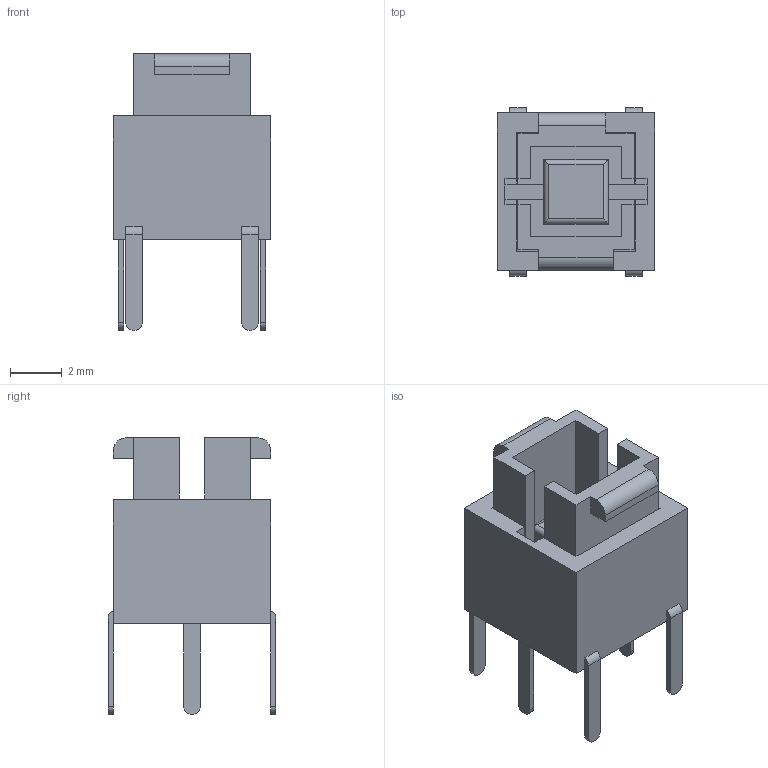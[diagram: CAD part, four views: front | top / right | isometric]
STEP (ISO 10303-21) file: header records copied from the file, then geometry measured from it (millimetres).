
FILE_DESCRIPTION (( 'STEP AP214' ), '1' );
FILE_NAME ('User Library-TLL-63AR-S-V-B.STEP', '2021-12-06T19:30:32', ( '' ), ( '' ), 'SwSTEP 2.0', 'SolidWorks 2021', '' );
FILE_SCHEMA (( 'AUTOMOTIVE_DESIGN' ));
Length unit declared in the file: millimetre
Products named in the file (1): User Library-TLL-63AR-S-V-B
Bounding box: 6.1 x 6.5 x 10.7 mm (x, y, z)
Volume: 180.5 mm3; surface area: 485.5 mm2
Topology: 1 solids, 1 shells, 112 faces, 310 edges, 200 vertices
Faces by surface type: plane 90, cylinder 22
Entity records: 4784 total; most frequent: CARTESIAN_POINT 635, ORIENTED_EDGE 620, DIRECTION 568, EDGE_CURVE 310, VECTOR 270, LINE 270, VERTEX_POINT 200, AXIS2_PLACEMENT_3D 149
